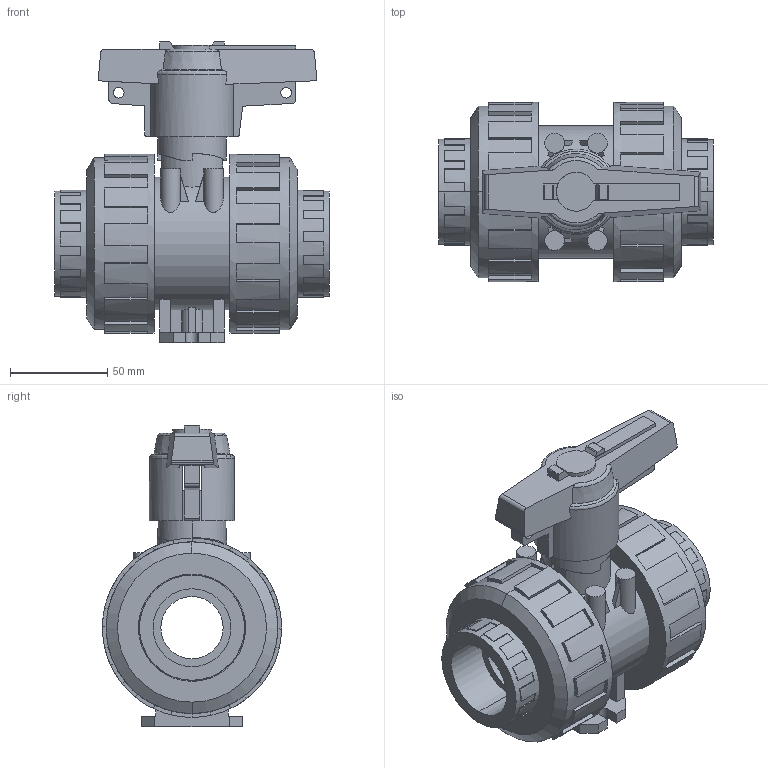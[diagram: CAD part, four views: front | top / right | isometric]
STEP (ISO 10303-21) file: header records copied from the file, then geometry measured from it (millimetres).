
FILE_DESCRIPTION(('STEP AP214'),'1');
FILE_NAME('cctmp_4F006362-3EEF-4750-82DF-826B5AEDAB4F_2018_11_21_8_31_46_562..stp','2018-11-21T07:31:46',('Praher Valves GmbH'),('CADClick - www.CADClick.com'),'Spatial InterOp 3D',' ','unknown authorization');
FILE_SCHEMA(('AUTOMOTIVE_DESIGN'));
Length unit declared in the file: millimetre
Products named in the file (1): 124088
Bounding box: 141 x 92 x 155.1 mm (x, y, z)
Volume: 649196.3 mm3; surface area: 124628.7 mm2
Topology: 1 solids, 1 shells, 474 faces, 1376 edges, 910 vertices
Faces by surface type: plane 376, cylinder 74, cone 16, torus 8
Entity records: 20101 total; most frequent: CARTESIAN_POINT 3448, ORIENTED_EDGE 2752, DIRECTION 2714, EDGE_CURVE 1376, AXIS2_PLACEMENT_3D 925, VERTEX_POINT 910, LINE 864, VECTOR 864
